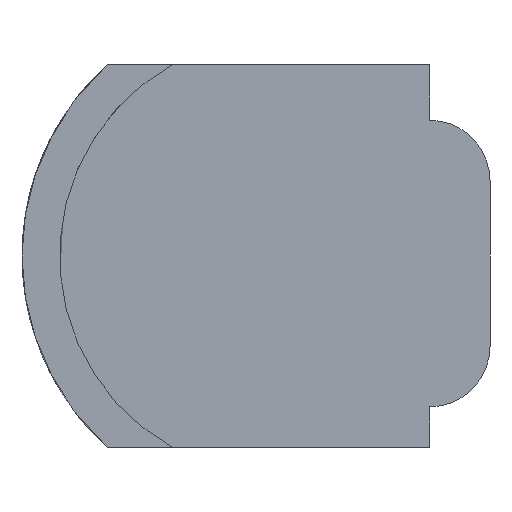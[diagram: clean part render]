
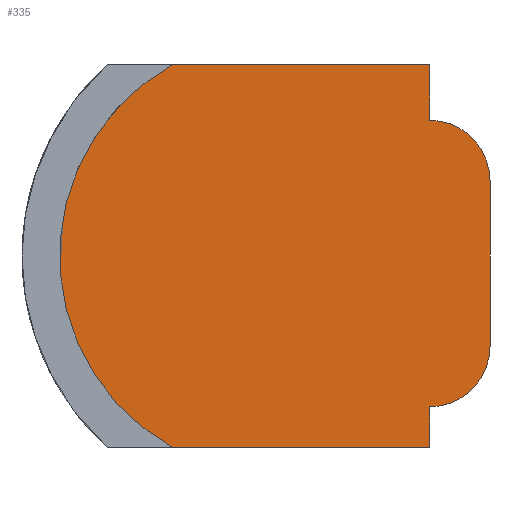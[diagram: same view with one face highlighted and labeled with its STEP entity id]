
A CAD part, front view. The second image highlights one B-rep face of the part: STEP entity #335.
In plain terms, the highlighted planar face has unit normal (0, -1, 0).
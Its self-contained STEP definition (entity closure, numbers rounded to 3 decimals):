
#14 = CARTESIAN_POINT ( 'NONE',  ( 0., 53., 0. ) ) ;
#17 = EDGE_CURVE ( 'NONE', #261, #186, #530, .T. ) ;
#30 = ORIENTED_EDGE ( 'NONE', *, *, #47, .F. ) ;
#47 = EDGE_CURVE ( 'NONE', #113, #540, #209, .T. ) ;
#55 = CARTESIAN_POINT ( 'NONE',  ( -11.313, 53., -12.7 ) ) ;
#69 = ORIENTED_EDGE ( 'NONE', *, *, #399, .T. ) ;
#104 = CIRCLE ( 'NONE', #653, 4. ) ;
#106 = CARTESIAN_POINT ( 'NONE',  ( -11.313, 53., 12.7 ) ) ;
#113 = VERTEX_POINT ( 'NONE', #493 ) ;
#127 = DIRECTION ( 'NONE',  ( -1., 0., 0. ) ) ;
#142 = DIRECTION ( 'NONE',  ( 0., 0., -1. ) ) ;
#157 = PLANE ( 'NONE',  #170 ) ;
#170 = AXIS2_PLACEMENT_3D ( 'NONE', #576, #704, #852 ) ;
#174 = EDGE_CURVE ( 'NONE', #113, #406, #104, .T. ) ;
#182 = ORIENTED_EDGE ( 'NONE', *, *, #405, .T. ) ;
#186 = VERTEX_POINT ( 'NONE', #642 ) ;
#192 = ORIENTED_EDGE ( 'NONE', *, *, #17, .F. ) ;
#209 = LINE ( 'NONE', #763, #815 ) ;
#261 = VERTEX_POINT ( 'NONE', #524 ) ;
#297 = CARTESIAN_POINT ( 'NONE',  ( 14.047, 53., 5. ) ) ;
#311 = LINE ( 'NONE', #55, #389 ) ;
#335 = ADVANCED_FACE ( 'NONE', ( #361 ), #157, .F. ) ;
#346 = VERTEX_POINT ( 'NONE', #357 ) ;
#349 = EDGE_LOOP ( 'NONE', ( #30, #873, #781, #182, #192, #661, #69, #624 ) ) ;
#351 = DIRECTION ( 'NONE',  ( 0., 0., 1. ) ) ;
#357 = CARTESIAN_POINT ( 'NONE',  ( -6.997, 53., -12.7 ) ) ;
#361 = FACE_OUTER_BOUND ( 'NONE', #349, .T. ) ;
#377 = VERTEX_POINT ( 'NONE', #297 ) ;
#389 = VECTOR ( 'NONE', #127, 1000. ) ;
#399 = EDGE_CURVE ( 'NONE', #485, #346, #681, .T. ) ;
#405 = EDGE_CURVE ( 'NONE', #377, #186, #588, .T. ) ;
#406 = VERTEX_POINT ( 'NONE', #639 ) ;
#439 = CARTESIAN_POINT ( 'NONE',  ( 10.047, 53., -6. ) ) ;
#460 = CARTESIAN_POINT ( 'NONE',  ( 14.047, 53., 9. ) ) ;
#485 = VERTEX_POINT ( 'NONE', #808 ) ;
#493 = CARTESIAN_POINT ( 'NONE',  ( 10.047, 53., -10. ) ) ;
#509 = DIRECTION ( 'NONE',  ( 0., -1., 0. ) ) ;
#515 = VECTOR ( 'NONE', #549, 1000. ) ;
#524 = CARTESIAN_POINT ( 'NONE',  ( 10.047, 53., 12.7 ) ) ;
#530 = LINE ( 'NONE', #813, #515 ) ;
#535 = DIRECTION ( 'NONE',  ( 0., 0., -1. ) ) ;
#540 = VERTEX_POINT ( 'NONE', #830 ) ;
#549 = DIRECTION ( 'NONE',  ( 0., 0., -1. ) ) ;
#560 = DIRECTION ( 'NONE',  ( 0., -1., 0. ) ) ;
#576 = CARTESIAN_POINT ( 'NONE',  ( 0.024, 53., 0. ) ) ;
#588 = CIRCLE ( 'NONE', #636, 4. ) ;
#616 = VECTOR ( 'NONE', #772, 1000. ) ;
#624 = ORIENTED_EDGE ( 'NONE', *, *, #896, .F. ) ;
#632 = CARTESIAN_POINT ( 'NONE',  ( 10.047, 53., 5. ) ) ;
#636 = AXIS2_PLACEMENT_3D ( 'NONE', #632, #560, #838 ) ;
#639 = CARTESIAN_POINT ( 'NONE',  ( 14.047, 53., -6. ) ) ;
#642 = CARTESIAN_POINT ( 'NONE',  ( 10.047, 53., 9. ) ) ;
#644 = LINE ( 'NONE', #106, #616 ) ;
#653 = AXIS2_PLACEMENT_3D ( 'NONE', #439, #509, #789 ) ;
#661 = ORIENTED_EDGE ( 'NONE', *, *, #695, .F. ) ;
#667 = VECTOR ( 'NONE', #535, 1000. ) ;
#681 = CIRCLE ( 'NONE', #748, 14.5 ) ;
#695 = EDGE_CURVE ( 'NONE', #485, #261, #644, .T. ) ;
#704 = DIRECTION ( 'NONE',  ( 0., 1., 0. ) ) ;
#748 = AXIS2_PLACEMENT_3D ( 'NONE', #14, #857, #351 ) ;
#763 = CARTESIAN_POINT ( 'NONE',  ( 10.047, 53., -12.7 ) ) ;
#772 = DIRECTION ( 'NONE',  ( 1., 0., 0. ) ) ;
#781 = ORIENTED_EDGE ( 'NONE', *, *, #851, .F. ) ;
#789 = DIRECTION ( 'NONE',  ( 0., 0., 1. ) ) ;
#808 = CARTESIAN_POINT ( 'NONE',  ( -6.997, 53., 12.7 ) ) ;
#813 = CARTESIAN_POINT ( 'NONE',  ( 10.047, 53., -12.7 ) ) ;
#815 = VECTOR ( 'NONE', #142, 1000. ) ;
#816 = LINE ( 'NONE', #460, #667 ) ;
#830 = CARTESIAN_POINT ( 'NONE',  ( 10.047, 53., -12.7 ) ) ;
#838 = DIRECTION ( 'NONE',  ( 0., 0., 1. ) ) ;
#851 = EDGE_CURVE ( 'NONE', #377, #406, #816, .T. ) ;
#852 = DIRECTION ( 'NONE',  ( 0., 0., 1. ) ) ;
#857 = DIRECTION ( 'NONE',  ( 0., -1., 0. ) ) ;
#873 = ORIENTED_EDGE ( 'NONE', *, *, #174, .T. ) ;
#896 = EDGE_CURVE ( 'NONE', #540, #346, #311, .T. ) ;
